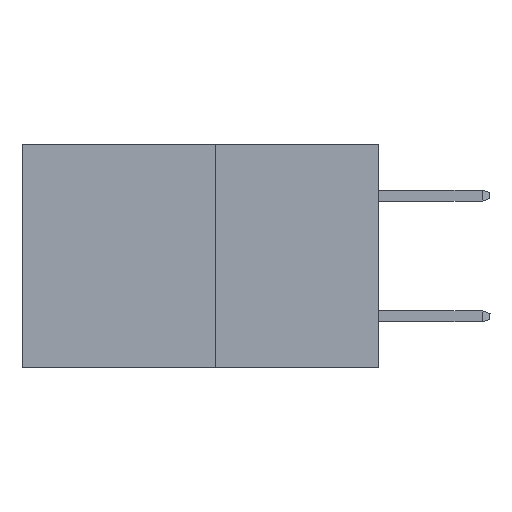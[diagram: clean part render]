
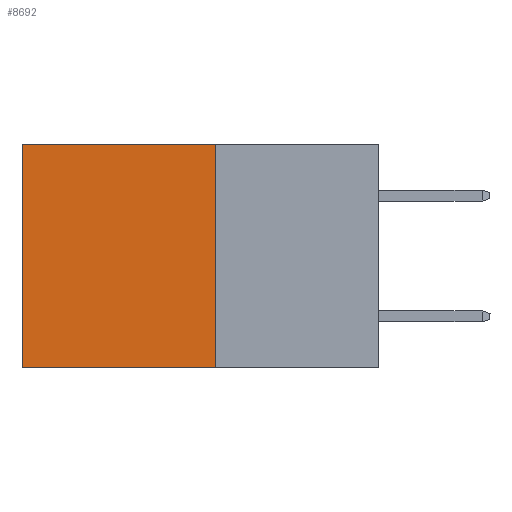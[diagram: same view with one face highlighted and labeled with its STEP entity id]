
A CAD part, left-side view. The second image highlights one B-rep face of the part: STEP entity #8692.
In plain terms, the highlighted planar face has unit normal (-1, 0, 0).
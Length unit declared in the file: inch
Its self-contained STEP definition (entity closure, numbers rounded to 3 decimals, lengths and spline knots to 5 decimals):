
#150 = FACE_OUTER_BOUND ( 'NONE', #5306, .T. ) ;
#577 = LINE ( 'NONE', #7389, #8174 ) ;
#633 = CARTESIAN_POINT ( 'NONE',  ( 0.277, 0.59, -0.37 ) ) ;
#1008 = CARTESIAN_POINT ( 'NONE',  ( 0.277, 0.27, 0. ) ) ;
#1354 = VERTEX_POINT ( 'NONE', #1008 ) ;
#1836 = AXIS2_PLACEMENT_3D ( 'NONE', #8739, #9429, #5299 ) ;
#1837 = VERTEX_POINT ( 'NONE', #3314 ) ;
#1927 = CARTESIAN_POINT ( 'NONE',  ( 0.277, 0.27, -0.37 ) ) ;
#1951 = DIRECTION ( 'NONE',  ( 0., 1., 0. ) ) ;
#2157 = EDGE_CURVE ( 'NONE', #1354, #1837, #4840, .T. ) ;
#2388 = EDGE_CURVE ( 'NONE', #1837, #7264, #577, .T. ) ;
#3314 = CARTESIAN_POINT ( 'NONE',  ( 0.277, 0.27, -0.37 ) ) ;
#3565 = EDGE_CURVE ( 'NONE', #4575, #7264, #4815, .T. ) ;
#3835 = PLANE ( 'NONE',  #1836 ) ;
#4066 = EDGE_CURVE ( 'NONE', #1354, #4575, #4347, .T. ) ;
#4347 = LINE ( 'NONE', #5652, #7807 ) ;
#4575 = VERTEX_POINT ( 'NONE', #5141 ) ;
#4577 = VECTOR ( 'NONE', #7756, 39.37008 ) ;
#4815 = LINE ( 'NONE', #633, #4577 ) ;
#4840 = LINE ( 'NONE', #1927, #8278 ) ;
#5141 = CARTESIAN_POINT ( 'NONE',  ( 0.277, 0.59, 0. ) ) ;
#5299 = DIRECTION ( 'NONE',  ( 0., 0., -1. ) ) ;
#5306 = EDGE_LOOP ( 'NONE', ( #7556, #7549, #6388, #8521 ) ) ;
#5632 = DIRECTION ( 'NONE',  ( 0., 1., 0. ) ) ;
#5652 = CARTESIAN_POINT ( 'NONE',  ( 0.277, 0.27, 0. ) ) ;
#5920 = DIRECTION ( 'NONE',  ( 0., 0., -1. ) ) ;
#6038 = CARTESIAN_POINT ( 'NONE',  ( 0.277, 0.59, -0.37 ) ) ;
#6388 = ORIENTED_EDGE ( 'NONE', *, *, #2157, .F. ) ;
#7264 = VERTEX_POINT ( 'NONE', #6038 ) ;
#7389 = CARTESIAN_POINT ( 'NONE',  ( 0.277, 0.27, -0.37 ) ) ;
#7549 = ORIENTED_EDGE ( 'NONE', *, *, #2388, .F. ) ;
#7556 = ORIENTED_EDGE ( 'NONE', *, *, #3565, .T. ) ;
#7756 = DIRECTION ( 'NONE',  ( 0., 0., -1. ) ) ;
#7807 = VECTOR ( 'NONE', #5632, 39.37008 ) ;
#8174 = VECTOR ( 'NONE', #1951, 39.37008 ) ;
#8278 = VECTOR ( 'NONE', #5920, 39.37008 ) ;
#8521 = ORIENTED_EDGE ( 'NONE', *, *, #4066, .T. ) ;
#8692 = ADVANCED_FACE ( 'NONE', ( #150 ), #3835, .F. ) ;
#8739 = CARTESIAN_POINT ( 'NONE',  ( 0.277, 0.27, -0.37 ) ) ;
#9429 = DIRECTION ( 'NONE',  ( 1., 0., 0. ) ) ;
